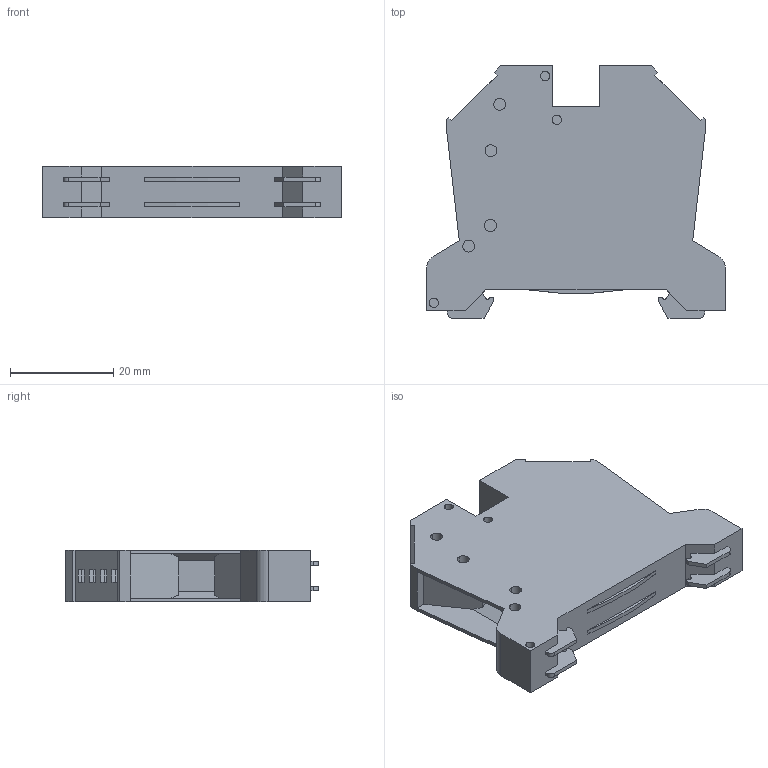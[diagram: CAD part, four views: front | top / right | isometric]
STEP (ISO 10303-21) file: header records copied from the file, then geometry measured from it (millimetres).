
FILE_DESCRIPTION (( 'STEP AP214' ), '1' );
FILE_NAME ('DN-G6-10.STEP', '2018-05-02T17:20:14', ( '' ), ( '' ), 'SwSTEP 2.0', 'SolidWorks 2017', '' );
FILE_SCHEMA (( 'AUTOMOTIVE_DESIGN' ));
Length unit declared in the file: inch
Products named in the file (2): DN-G6-10; 20348
Assembly tree (1 placements, depth 2):
  DN-G6-10
    20348
Bounding box: 58 x 49 x 10 mm (x, y, z)
Volume: 17767.2 mm3; surface area: 8641.7 mm2
Topology: 1 solids, 15 shells, 505 faces, 1192 edges, 760 vertices
Faces by surface type: plane 219, cylinder 174, torus 112
Entity records: 21249 total; most frequent: DIRECTION 2794, CARTESIAN_POINT 2461, ORIENTED_EDGE 2384, EDGE_CURVE 1192, AXIS2_PLACEMENT_3D 1093, VERTEX_POINT 760, VECTOR 608, LINE 608
